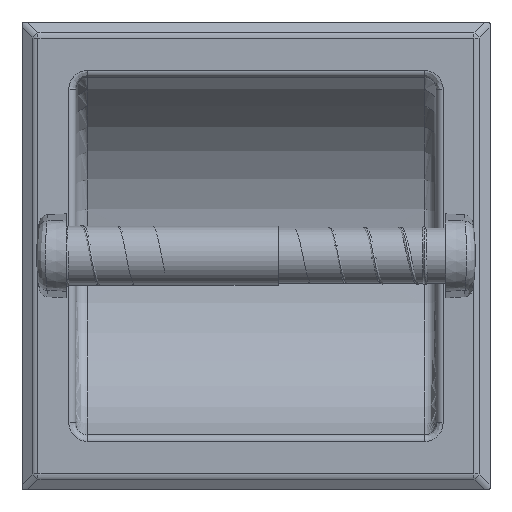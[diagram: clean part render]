
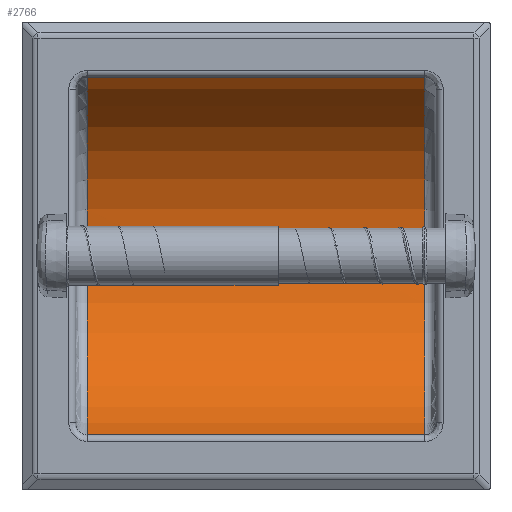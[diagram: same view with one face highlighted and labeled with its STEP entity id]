
A CAD part, top view. The second image highlights one B-rep face of the part: STEP entity #2766.
In plain terms, the highlighted cylindrical face has radius 64.488 mm (diameter 128.975 mm), a partial arc.
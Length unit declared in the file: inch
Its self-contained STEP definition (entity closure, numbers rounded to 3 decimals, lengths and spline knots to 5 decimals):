
#797=CARTESIAN_POINT('',(1.27348,0.,-1.74797));
#798=CARTESIAN_POINT('',(1.27348,0.01366,-1.74797));
#799=CARTESIAN_POINT('',(1.27612,0.04041,-1.74775));
#800=CARTESIAN_POINT('',(1.28797,0.07962,-1.74682));
#801=CARTESIAN_POINT('',(1.30734,0.11558,-1.74541));
#802=CARTESIAN_POINT('',(1.33352,0.14689,-1.74377));
#803=CARTESIAN_POINT('',(1.36601,0.17235,-1.74214));
#804=CARTESIAN_POINT('',(1.40306,0.19026,-1.74084));
#805=CARTESIAN_POINT('',(1.44402,0.19973,-1.7401));
#806=CARTESIAN_POINT('',(1.48553,0.19979,-1.7401));
#807=CARTESIAN_POINT('',(1.52667,0.19036,-1.74084));
#808=CARTESIAN_POINT('',(1.56378,0.1725,-1.74213));
#809=CARTESIAN_POINT('',(1.59643,0.14694,-1.74377));
#810=CARTESIAN_POINT('',(1.62259,0.11567,-1.74541));
#811=CARTESIAN_POINT('',(1.64204,0.07962,-1.74682));
#812=CARTESIAN_POINT('',(1.65387,0.04046,-1.74775));
#813=CARTESIAN_POINT('',(1.65652,0.01367,-1.74797));
#814=CARTESIAN_POINT('',(1.65652,0.,-1.74797));
#816=CARTESIAN_POINT('',(1.65652,0.,-1.74797));
#817=CARTESIAN_POINT('',(1.65652,-0.01366,
-1.74797));
#818=CARTESIAN_POINT('',(1.65388,-0.04041,
-1.74775));
#819=CARTESIAN_POINT('',(1.64203,-0.07962,
-1.74682));
#820=CARTESIAN_POINT('',(1.62266,-0.11558,
-1.74541));
#821=CARTESIAN_POINT('',(1.59648,-0.14689,
-1.74377));
#822=CARTESIAN_POINT('',(1.56399,-0.17235,
-1.74214));
#823=CARTESIAN_POINT('',(1.52694,-0.19026,
-1.74084));
#824=CARTESIAN_POINT('',(1.48598,-0.19973,
-1.7401));
#825=CARTESIAN_POINT('',(1.44447,-0.19979,
-1.7401));
#826=CARTESIAN_POINT('',(1.40333,-0.19036,
-1.74084));
#827=CARTESIAN_POINT('',(1.36622,-0.1725,
-1.74213));
#828=CARTESIAN_POINT('',(1.33357,-0.14694,
-1.74377));
#829=CARTESIAN_POINT('',(1.30741,-0.11567,
-1.74541));
#830=CARTESIAN_POINT('',(1.28796,-0.07962,
-1.74682));
#831=CARTESIAN_POINT('',(1.27613,-0.04046,
-1.74775));
#832=CARTESIAN_POINT('',(1.27348,-0.01367,
-1.74797));
#833=CARTESIAN_POINT('',(1.27348,0.,-1.74797));
#835=CARTESIAN_POINT('',(-1.65652,0.,-1.74797));
#836=CARTESIAN_POINT('',(-1.65652,0.01366,
-1.74797));
#837=CARTESIAN_POINT('',(-1.65388,0.04041,
-1.74775));
#838=CARTESIAN_POINT('',(-1.64203,0.07962,
-1.74682));
#839=CARTESIAN_POINT('',(-1.62266,0.11558,
-1.74541));
#840=CARTESIAN_POINT('',(-1.59648,0.14689,
-1.74377));
#841=CARTESIAN_POINT('',(-1.56399,0.17235,
-1.74214));
#842=CARTESIAN_POINT('',(-1.52694,0.19026,
-1.74084));
#843=CARTESIAN_POINT('',(-1.48598,0.19973,
-1.7401));
#844=CARTESIAN_POINT('',(-1.44447,0.19979,
-1.7401));
#845=CARTESIAN_POINT('',(-1.40333,0.19036,
-1.74084));
#846=CARTESIAN_POINT('',(-1.36622,0.1725,
-1.74213));
#847=CARTESIAN_POINT('',(-1.33357,0.14694,
-1.74377));
#848=CARTESIAN_POINT('',(-1.30741,0.11567,
-1.74541));
#849=CARTESIAN_POINT('',(-1.28796,0.07962,
-1.74682));
#850=CARTESIAN_POINT('',(-1.27613,0.04046,
-1.74775));
#851=CARTESIAN_POINT('',(-1.27348,0.01367,
-1.74797));
#852=CARTESIAN_POINT('',(-1.27348,0.,-1.74797));
#854=CARTESIAN_POINT('',(-1.27348,0.,-1.74797));
#855=CARTESIAN_POINT('',(-1.27348,-0.01366,
-1.74797));
#856=CARTESIAN_POINT('',(-1.27612,-0.04041,
-1.74775));
#857=CARTESIAN_POINT('',(-1.28797,-0.07962,
-1.74682));
#858=CARTESIAN_POINT('',(-1.30734,-0.11558,
-1.74541));
#859=CARTESIAN_POINT('',(-1.33352,-0.14689,
-1.74377));
#860=CARTESIAN_POINT('',(-1.36601,-0.17235,
-1.74214));
#861=CARTESIAN_POINT('',(-1.40306,-0.19026,
-1.74084));
#862=CARTESIAN_POINT('',(-1.44402,-0.19973,
-1.7401));
#863=CARTESIAN_POINT('',(-1.48553,-0.19979,
-1.7401));
#864=CARTESIAN_POINT('',(-1.52667,-0.19036,
-1.74084));
#865=CARTESIAN_POINT('',(-1.56378,-0.1725,
-1.74213));
#866=CARTESIAN_POINT('',(-1.59643,-0.14694,
-1.74377));
#867=CARTESIAN_POINT('',(-1.62259,-0.11567,
-1.74541));
#868=CARTESIAN_POINT('',(-1.64204,-0.07962,
-1.74682));
#869=CARTESIAN_POINT('',(-1.65387,-0.04046,
-1.74775));
#870=CARTESIAN_POINT('',(-1.65652,-0.01367,
-1.74797));
#871=CARTESIAN_POINT('',(-1.65652,0.,-1.74797));
#877=DIRECTION('',(1.,0.,0.));
#878=VECTOR('',#877,4.5875);
#879=CARTESIAN_POINT('',(-2.29375,2.43089,0.0583));
#880=LINE('',#879,#878);
#962=CARTESIAN_POINT('',(2.29375,-2.43089,0.0583));
#973=DIRECTION('',(-1.,0.,0.));
#974=VECTOR('',#973,4.5875);
#975=CARTESIAN_POINT('',(2.29375,-2.43089,0.0583));
#976=LINE('',#975,#974);
#1058=CARTESIAN_POINT('',(-2.29375,2.43089,0.0583));
#1065=CARTESIAN_POINT('',(-2.29375,0.,0.79092));
#1066=DIRECTION('',(-1.,0.,0.));
#1067=DIRECTION('',(0.,0.957,-0.289));
#1068=AXIS2_PLACEMENT_3D('',#1065,#1066,#1067);
#1080=CARTESIAN_POINT('',(2.29375,0.,0.79092));
#1081=DIRECTION('',(1.,0.,0.));
#1082=DIRECTION('',(0.,-0.957,-0.289));
#1083=AXIS2_PLACEMENT_3D('',#1080,#1081,#1082);
#1377=CARTESIAN_POINT('',(1.65652,0.,-1.74797));
#1379=VERTEX_POINT('',#1377);
#1381=CARTESIAN_POINT('',(1.27348,0.,-1.74797));
#1383=VERTEX_POINT('',#1381);
#1385=CARTESIAN_POINT('',(-1.27348,0.,-1.74797));
#1387=VERTEX_POINT('',#1385);
#1389=CARTESIAN_POINT('',(-1.65652,0.,-1.74797));
#1391=VERTEX_POINT('',#1389);
#1447=VERTEX_POINT('',#1058);
#1450=CARTESIAN_POINT('',(2.29375,2.43089,0.0583));
#1451=VERTEX_POINT('',#1450);
#1459=VERTEX_POINT('',#962);
#1462=CARTESIAN_POINT('',(-2.29375,-2.43089,0.0583));
#1463=VERTEX_POINT('',#1462);
#2741=CARTESIAN_POINT('',(2.45,0.,0.79092));
#2742=DIRECTION('',(1.,0.,0.));
#2743=DIRECTION('',(0.,1.,0.));
#2744=AXIS2_PLACEMENT_3D('',#2741,#2742,#2743);
#2745=CYLINDRICAL_SURFACE('',#2744,2.53889);
#2747=ORIENTED_EDGE('',*,*,#2746,.T.);
#2749=ORIENTED_EDGE('',*,*,#2748,.F.);
#2751=ORIENTED_EDGE('',*,*,#2750,.T.);
#2753=ORIENTED_EDGE('',*,*,#2752,.F.);
#2754=EDGE_LOOP('',(#2747,#2749,#2751,#2753));
#2755=FACE_OUTER_BOUND('',#2754,.F.);
#2756=ORIENTED_EDGE('',*,*,#2723,.F.);
#2757=ORIENTED_EDGE('',*,*,#2734,.F.);
#2758=EDGE_LOOP('',(#2756,#2757));
#2759=FACE_BOUND('',#2758,.F.);
#2761=ORIENTED_EDGE('',*,*,#2760,.F.);
#2763=ORIENTED_EDGE('',*,*,#2762,.F.);
#2764=EDGE_LOOP('',(#2761,#2763));
#2765=FACE_BOUND('',#2764,.F.);
#2766=ADVANCED_FACE('',(#2755,#2759,#2765),#2745,.F.);
#815=B_SPLINE_CURVE_WITH_KNOTS('',3,(#797,#798,#799,#800,#801,#802,#803,#804,
#805,#806,#807,#808,#809,#810,#811,#812,#813,#814),.UNSPECIFIED.,.F.,.F.,(4,1,1,
1,1,1,1,1,1,1,1,1,1,1,1,4),(0.,0.06667,0.13333,0.2,
0.26667,0.33333,0.4,0.46667,0.53333,
0.6,0.66667,0.73333,0.8,0.86667,
0.93333,1.),.UNSPECIFIED.);
#834=B_SPLINE_CURVE_WITH_KNOTS('',3,(#816,#817,#818,#819,#820,#821,#822,#823,
#824,#825,#826,#827,#828,#829,#830,#831,#832,#833),.UNSPECIFIED.,.F.,.F.,(4,1,1,
1,1,1,1,1,1,1,1,1,1,1,1,4),(0.,0.06667,0.13333,0.2,
0.26667,0.33333,0.4,0.46667,0.53333,
0.6,0.66667,0.73333,0.8,0.86667,
0.93333,1.),.UNSPECIFIED.);
#853=B_SPLINE_CURVE_WITH_KNOTS('',3,(#835,#836,#837,#838,#839,#840,#841,#842,
#843,#844,#845,#846,#847,#848,#849,#850,#851,#852),.UNSPECIFIED.,.F.,.F.,(4,1,1,
1,1,1,1,1,1,1,1,1,1,1,1,4),(0.,0.06667,0.13333,0.2,
0.26667,0.33333,0.4,0.46667,0.53333,
0.6,0.66667,0.73333,0.8,0.86667,
0.93333,1.),.UNSPECIFIED.);
#872=B_SPLINE_CURVE_WITH_KNOTS('',3,(#854,#855,#856,#857,#858,#859,#860,#861,
#862,#863,#864,#865,#866,#867,#868,#869,#870,#871),.UNSPECIFIED.,.F.,.F.,(4,1,1,
1,1,1,1,1,1,1,1,1,1,1,1,4),(0.,0.06667,0.13333,0.2,
0.26667,0.33333,0.4,0.46667,0.53333,
0.6,0.66667,0.73333,0.8,0.86667,
0.93333,1.),.UNSPECIFIED.);
#1069=CIRCLE('',#1068,2.53889);
#1084=CIRCLE('',#1083,2.53889);
#2723=EDGE_CURVE('',#1383,#1379,#815,.T.);
#2734=EDGE_CURVE('',#1379,#1383,#834,.T.);
#2746=EDGE_CURVE('',#1447,#1451,#880,.T.);
#2748=EDGE_CURVE('',#1459,#1451,#1084,.T.);
#2750=EDGE_CURVE('',#1459,#1463,#976,.T.);
#2752=EDGE_CURVE('',#1447,#1463,#1069,.T.);
#2760=EDGE_CURVE('',#1391,#1387,#853,.T.);
#2762=EDGE_CURVE('',#1387,#1391,#872,.T.);
